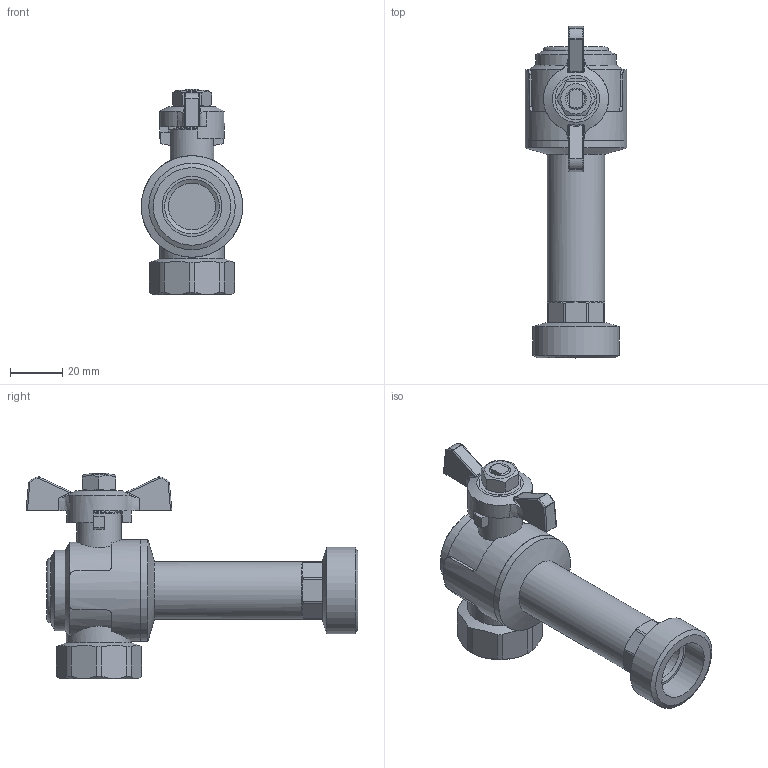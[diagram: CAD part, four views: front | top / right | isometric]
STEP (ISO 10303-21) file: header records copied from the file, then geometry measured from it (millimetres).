
FILE_DESCRIPTION(/* description */ ('Unknown'),/* implementation_level */ '2;1');
FILE_NAME(/* name */ '745_56_100',/* time_stamp */ '2022-07-25T10:29:21+02:00',/* author */ ('Unknown'),/* organization */ ('Unknown'),/* preprocessor_version */ 'ST-DEVELOPER v16.7',/* originating_system */ 'Solid Edge',/* authorisation */ 'Unknown');
FILE_SCHEMA (('AUTOMOTIVE_DESIGN {1 0 10303 214 3 1 1}'));
Length unit declared in the file: millimetre
Products named in the file (10): 745_56_lang; Flügelgriff 1_4 - 3_4; Einschraubteil lang_745-56; Körper_020; 3_4-Spindel-co; 600-3_4-Spindel; 600-3_4-Spindeldichtung; 600-3_4-Stopfbuchse; 600-3_4-O-Ring; WUERTH 03228 hexagonal nut DIN 934  M8 A2 BLK_EDST
Assembly tree (9 placements, depth 3):
  745_56_lang
    Flügelgriff 1_4 - 3_4
    Einschraubteil lang_745-56
    Körper_020
    3_4-Spindel-co
      600-3_4-Spindel
      600-3_4-Spindeldichtung
      600-3_4-Stopfbuchse
      600-3_4-O-Ring
    WUERTH 03228 hexagonal nut DIN 934  M8 A2 BLK_EDST
Bounding box: 39 x 127.5 x 79.11 mm (x, y, z)
Volume: 51239.4 mm3; surface area: 34605.9 mm2
Topology: 8 solids, 8 shells, 253 faces, 609 edges, 384 vertices
Faces by surface type: plane 104, cylinder 82, cone 37, bspline 18, sphere 10, torus 2
Full cylindrical faces by diameter (mm): 6.6 x1, 6.647 x1, 8.9 x2, 9.1 x2, 9.3 x1, 10.5 x1, 11 x1, 12 x1, 12.3 x1, 12.376 x2, 14 x1, 16 x1, 17 x1, 18 x3, 18.5 x1, 22 x1, 23 x1, 24.117 x1, 25 x1, 27 x2, 31 x1, 33.249 x1, 33.5 x1, 35 x2, 39 x2
Entity records: 8531 total; most frequent: CARTESIAN_POINT 2073, DIRECTION 1122, ORIENTED_EDGE 1040, EDGE_CURVE 520, AXIS2_PLACEMENT_3D 472, VERTEX_POINT 356, FACE_BOUND 340, EDGE_LOOP 339
